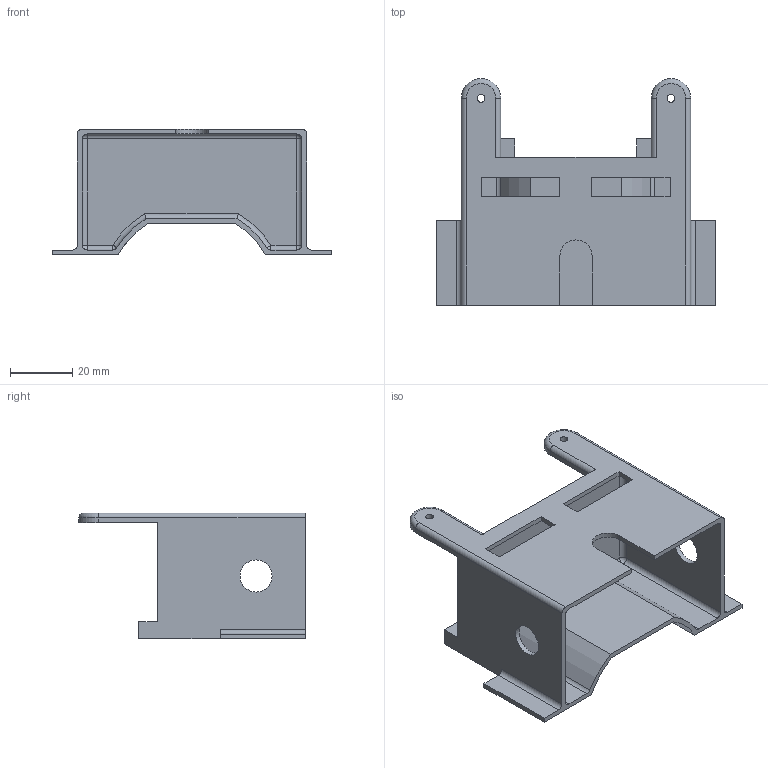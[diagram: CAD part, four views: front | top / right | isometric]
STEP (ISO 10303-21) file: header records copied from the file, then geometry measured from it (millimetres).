
FILE_DESCRIPTION(/* description */ (''),/* implementation_level */ '2;1');
FILE_NAME(/* name */ 'Wire Holder.stp',/* time_stamp */ '2018-01-29T18:53:39-08:00',/* author */ ('jdtag'),/* organization */ (''),/* preprocessor_version */ 'ST-DEVELOPER v16.13',/* originating_system */ 'Autodesk Inventor 2018',/* authorisation */ '');
FILE_SCHEMA (('AUTOMOTIVE_DESIGN { 1 0 10303 214 3 1 1 }'));
Length unit declared in the file: inch
Products named in the file (1): Wire Holder
Bounding box: 90.2 x 73.03 x 40.59 mm (x, y, z)
Volume: 27286.1 mm3; surface area: 28061.2 mm2
Topology: 1 solids, 1 shells, 79 faces, 207 edges, 130 vertices
Faces by surface type: plane 40, cylinder 29, sphere 6, torus 4
Full cylindrical faces by diameter (mm): 2.54 x2, 10.319 x2
Entity records: 2480 total; most frequent: CARTESIAN_POINT 439, DIRECTION 425, ORIENTED_EDGE 406, EDGE_CURVE 203, AXIS2_PLACEMENT_3D 144, LINE 137, VECTOR 137, VERTEX_POINT 130
